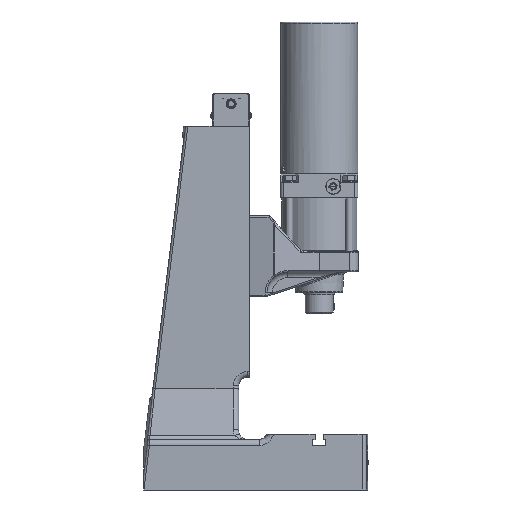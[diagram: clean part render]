
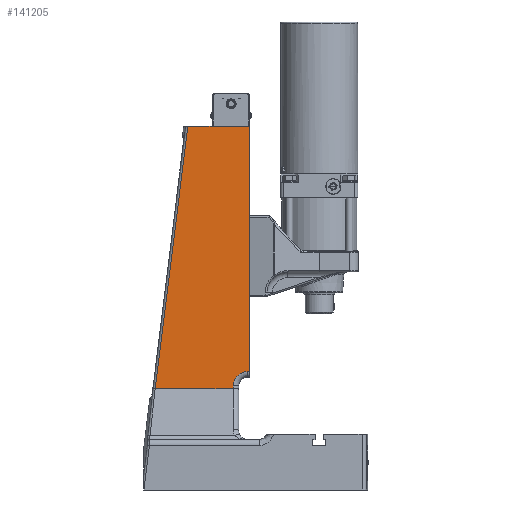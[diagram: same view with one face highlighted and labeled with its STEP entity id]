
A CAD part, left-side view. The second image highlights one B-rep face of the part: STEP entity #141205.
In plain terms, the highlighted planar face has unit normal (-1, 0, 0).
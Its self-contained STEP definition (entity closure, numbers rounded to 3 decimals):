
#9491=LINE('',#195742,#23471);
#9495=LINE('',#195899,#23475);
#9527=LINE('',#196422,#23507);
#9528=LINE('',#196424,#23508);
#9529=LINE('',#196425,#23509);
#9530=LINE('',#196426,#23510);
#23471=VECTOR('',#160008,111.423);
#23475=VECTOR('',#160040,4.);
#23507=VECTOR('',#160212,351.);
#23508=VECTOR('',#160213,87.86);
#23509=VECTOR('',#160214,377.88);
#23510=VECTOR('',#160215,3.);
#35861=PLANE('',#149493);
#41880=FACE_OUTER_BOUND('',#49710,.T.);
#49710=EDGE_LOOP('',(#97373,#97374,#97375,#97376,#97377,#97378,#97379));
#58045=CIRCLE('',#149417,20.);
#62115=VERTEX_POINT('',#195739);
#62116=VERTEX_POINT('',#195741);
#62121=VERTEX_POINT('',#195791);
#62122=VERTEX_POINT('',#195793);
#62159=VERTEX_POINT('',#196420);
#62160=VERTEX_POINT('',#196421);
#62161=VERTEX_POINT('',#196423);
#75984=EDGE_CURVE('',#62116,#62115,#9491,.T.);
#75994=EDGE_CURVE('',#62121,#62122,#58045,.T.);
#76000=EDGE_CURVE('',#62122,#62115,#9495,.T.);
#76075=EDGE_CURVE('',#62159,#62160,#9527,.T.);
#76076=EDGE_CURVE('',#62161,#62160,#9528,.T.);
#76077=EDGE_CURVE('',#62116,#62161,#9529,.T.);
#76078=EDGE_CURVE('',#62159,#62121,#9530,.T.);
#97373=ORIENTED_EDGE('',*,*,#76075,.T.);
#97374=ORIENTED_EDGE('',*,*,#76076,.F.);
#97375=ORIENTED_EDGE('',*,*,#76077,.F.);
#97376=ORIENTED_EDGE('',*,*,#75984,.T.);
#97377=ORIENTED_EDGE('',*,*,#76000,.F.);
#97378=ORIENTED_EDGE('',*,*,#75994,.F.);
#97379=ORIENTED_EDGE('',*,*,#76078,.F.);
#141205=ADVANCED_FACE('',(#41880),#35861,.T.);
#149417=AXIS2_PLACEMENT_3D('',#195794,#160025,#160026);
#149493=AXIS2_PLACEMENT_3D('',#196419,#160210,#160211);
#160008=DIRECTION('',(0.,-1.,0.));
#160025=DIRECTION('center_axis',(-1.,0.,0.));
#160026=DIRECTION('ref_axis',(0.,0.707,0.707));
#160040=DIRECTION('',(0.,0.,-1.));
#160210=DIRECTION('center_axis',(-1.,0.,0.));
#160211=DIRECTION('ref_axis',(0.,0.,1.));
#160212=DIRECTION('',(0.,0.,1.));
#160213=DIRECTION('',(0.,-1.,0.));
#160214=DIRECTION('',(0.,-0.123,0.992));
#160215=DIRECTION('',(0.,1.,0.));
#195739=CARTESIAN_POINT('',(-58.5,20.,84.));
#195741=CARTESIAN_POINT('',(-58.5,131.423,84.));
#195742=CARTESIAN_POINT('',(-58.5,117.,84.));
#195791=CARTESIAN_POINT('',(-58.5,0.,108.));
#195793=CARTESIAN_POINT('',(-58.5,20.,88.));
#195794=CARTESIAN_POINT('Origin',(-58.5,0.,
88.));
#195899=CARTESIAN_POINT('',(-58.5,20.,11.));
#196419=CARTESIAN_POINT('Origin',(-58.5,152.,11.));
#196420=CARTESIAN_POINT('',(-58.5,-3.,108.));
#196421=CARTESIAN_POINT('',(-58.5,-3.,459.));
#196422=CARTESIAN_POINT('',(-58.5,-3.,236.5));
#196423=CARTESIAN_POINT('',(-58.5,84.86,459.));
#196424=CARTESIAN_POINT('',(-58.5,103.,459.));
#196425=CARTESIAN_POINT('',(-58.5,112.62,235.432));
#196426=CARTESIAN_POINT('',(-58.5,78.,108.));
